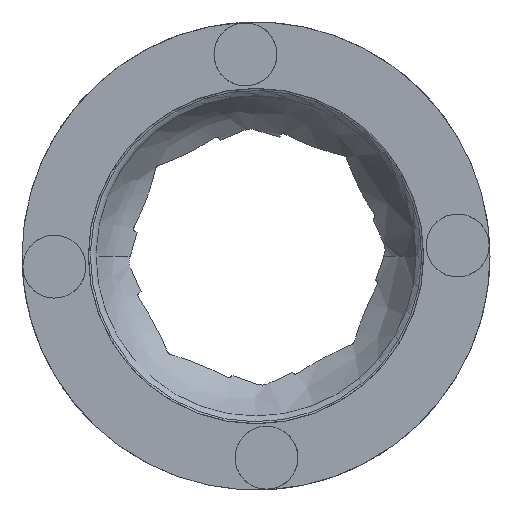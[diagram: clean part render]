
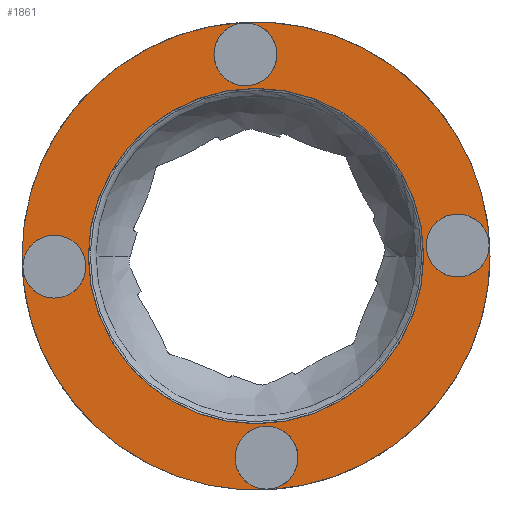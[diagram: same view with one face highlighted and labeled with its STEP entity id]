
A CAD part, front view. The second image highlights one B-rep face of the part: STEP entity #1861.
In plain terms, the highlighted face is planar.
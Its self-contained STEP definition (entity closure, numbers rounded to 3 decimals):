
#400=FACE_BOUND('',#529,.T.);
#401=FACE_BOUND('',#530,.T.);
#402=FACE_BOUND('',#531,.T.);
#403=FACE_BOUND('',#532,.T.);
#404=FACE_BOUND('',#533,.T.);
#409=FACE_OUTER_BOUND('',#528,.T.);
#528=EDGE_LOOP('',(#1228));
#529=EDGE_LOOP('',(#1229));
#530=EDGE_LOOP('',(#1230));
#531=EDGE_LOOP('',(#1231));
#532=EDGE_LOOP('',(#1232));
#533=EDGE_LOOP('',(#1233));
#652=CIRCLE('',#2000,19.7);
#653=CIRCLE('',#2001,2.65);
#654=CIRCLE('',#2002,2.65);
#655=CIRCLE('',#2003,2.65);
#656=CIRCLE('',#2004,2.65);
#657=CIRCLE('',#2005,14.121);
#722=VERTEX_POINT('',#2467);
#723=VERTEX_POINT('',#2469);
#724=VERTEX_POINT('',#2471);
#725=VERTEX_POINT('',#2473);
#726=VERTEX_POINT('',#2475);
#727=VERTEX_POINT('',#2477);
#918=EDGE_CURVE('',#722,#722,#652,.T.);
#919=EDGE_CURVE('',#723,#723,#653,.T.);
#920=EDGE_CURVE('',#724,#724,#654,.T.);
#921=EDGE_CURVE('',#725,#725,#655,.T.);
#922=EDGE_CURVE('',#726,#726,#656,.T.);
#923=EDGE_CURVE('',#727,#727,#657,.T.);
#1228=ORIENTED_EDGE('',*,*,#918,.F.);
#1229=ORIENTED_EDGE('',*,*,#919,.F.);
#1230=ORIENTED_EDGE('',*,*,#920,.F.);
#1231=ORIENTED_EDGE('',*,*,#921,.F.);
#1232=ORIENTED_EDGE('',*,*,#922,.F.);
#1233=ORIENTED_EDGE('',*,*,#923,.F.);
#1848=PLANE('',#1999);
#1861=ADVANCED_FACE('',(#409,#400,#401,#402,#403,#404),#1848,.T.);
#1999=AXIS2_PLACEMENT_3D('',#2466,#2153,#2154);
#2000=AXIS2_PLACEMENT_3D('',#2468,#2155,#2156);
#2001=AXIS2_PLACEMENT_3D('',#2470,#2157,#2158);
#2002=AXIS2_PLACEMENT_3D('',#2472,#2159,#2160);
#2003=AXIS2_PLACEMENT_3D('',#2474,#2161,#2162);
#2004=AXIS2_PLACEMENT_3D('',#2476,#2163,#2164);
#2005=AXIS2_PLACEMENT_3D('',#2478,#2165,#2166);
#2153=DIRECTION('center_axis',(0.,0.,-1.));
#2154=DIRECTION('ref_axis',(-1.,0.,0.));
#2155=DIRECTION('center_axis',(0.,0.,1.));
#2156=DIRECTION('ref_axis',(1.,0.,0.));
#2157=DIRECTION('center_axis',(0.,0.,-1.));
#2158=DIRECTION('ref_axis',(1.,0.,0.));
#2159=DIRECTION('center_axis',(0.,0.,-1.));
#2160=DIRECTION('ref_axis',(1.,0.,0.));
#2161=DIRECTION('center_axis',(0.,0.,-1.));
#2162=DIRECTION('ref_axis',(1.,0.,0.));
#2163=DIRECTION('center_axis',(0.,0.,-1.));
#2164=DIRECTION('ref_axis',(1.,0.,0.));
#2165=DIRECTION('center_axis',(0.,0.,-1.));
#2166=DIRECTION('ref_axis',(1.,0.,0.));
#2466=CARTESIAN_POINT('Origin',(0.337,-1.534,7.35));
#2467=CARTESIAN_POINT('',(-19.7,0.,7.35));
#2468=CARTESIAN_POINT('Origin',(0.,0.,7.35));
#2469=CARTESIAN_POINT('',(-1.76,16.977,7.35));
#2470=CARTESIAN_POINT('Origin',(0.89,16.977,7.35));
#2471=CARTESIAN_POINT('',(-19.627,0.89,7.35));
#2472=CARTESIAN_POINT('Origin',(-16.977,0.89,7.35));
#2473=CARTESIAN_POINT('',(14.327,-0.89,7.35));
#2474=CARTESIAN_POINT('Origin',(16.977,-0.89,7.35));
#2475=CARTESIAN_POINT('',(-3.54,-16.977,7.35));
#2476=CARTESIAN_POINT('Origin',(-0.89,-16.977,7.35));
#2477=CARTESIAN_POINT('',(-14.121,0.,7.35));
#2478=CARTESIAN_POINT('Origin',(0.,0.,7.35));
